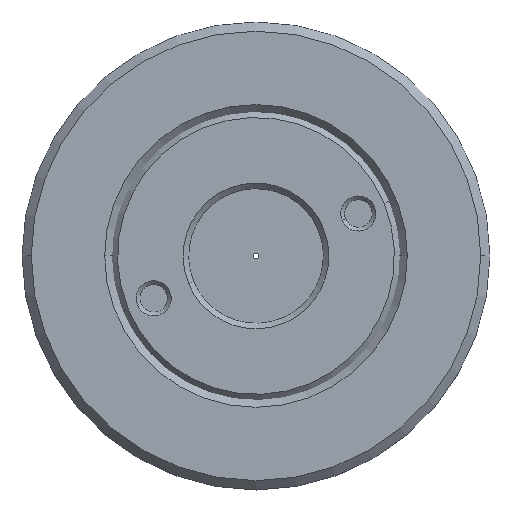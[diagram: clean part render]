
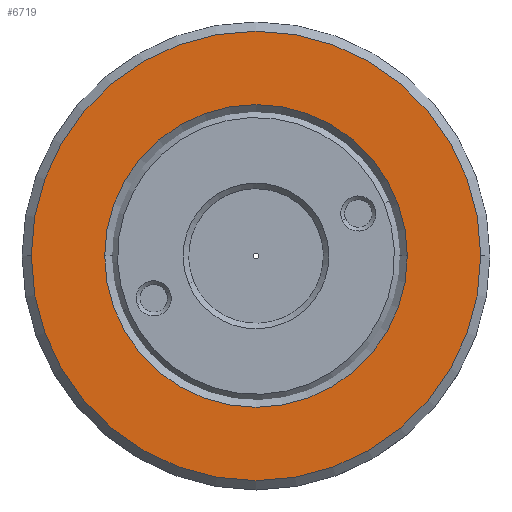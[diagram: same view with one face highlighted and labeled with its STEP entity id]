
A CAD part, top view. The second image highlights one B-rep face of the part: STEP entity #6719.
In plain terms, the highlighted planar face has unit normal (0, 0, 1).
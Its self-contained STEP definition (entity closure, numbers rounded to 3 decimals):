
#128 = AXIS2_PLACEMENT_3D ( 'NONE', #4627, #12765, #132 ) ;
#132 = DIRECTION ( 'NONE',  ( -1., 0., 0. ) ) ;
#467 = CIRCLE ( 'NONE', #11139, 8.2 ) ;
#469 = DIRECTION ( 'NONE',  ( 0., 0., 1. ) ) ;
#886 = VERTEX_POINT ( 'NONE', #18099 ) ;
#2244 = EDGE_CURVE ( 'NONE', #13356, #886, #15002, .T. ) ;
#2314 = ORIENTED_EDGE ( 'NONE', *, *, #17178, .F. ) ;
#2476 = EDGE_CURVE ( 'NONE', #12607, #19304, #5390, .T. ) ;
#3019 = DIRECTION ( 'NONE',  ( 1., 0., 0. ) ) ;
#3845 = DIRECTION ( 'NONE',  ( 0., 0., -1. ) ) ;
#4627 = CARTESIAN_POINT ( 'NONE',  ( -41.631, 2.284, 2.075 ) ) ;
#4659 = ORIENTED_EDGE ( 'NONE', *, *, #2244, .F. ) ;
#4691 = CARTESIAN_POINT ( 'NONE',  ( -41.631, 2.284, 2.075 ) ) ;
#4802 = DIRECTION ( 'NONE',  ( -1., 0., 0. ) ) ;
#5390 = CIRCLE ( 'NONE', #11725, 8.2 ) ;
#5487 = DIRECTION ( 'NONE',  ( 1., 0., 0. ) ) ;
#6267 = DIRECTION ( 'NONE',  ( 0., 0., -1. ) ) ;
#6719 = ADVANCED_FACE ( 'NONE', ( #8614, #13107 ), #9976, .T. ) ;
#7109 = EDGE_CURVE ( 'NONE', #19304, #12607, #467, .T. ) ;
#7154 = CARTESIAN_POINT ( 'NONE',  ( -41.631, 2.284, 2.075 ) ) ;
#7910 = DIRECTION ( 'NONE',  ( 1., 0., 0. ) ) ;
#8614 = FACE_BOUND ( 'NONE', #15508, .T. ) ;
#9905 = AXIS2_PLACEMENT_3D ( 'NONE', #7154, #469, #5487 ) ;
#9976 = PLANE ( 'NONE',  #9905 ) ;
#10021 = CARTESIAN_POINT ( 'NONE',  ( -49.831, 2.284, 2.075 ) ) ;
#10150 = ORIENTED_EDGE ( 'NONE', *, *, #7109, .T. ) ;
#11139 = AXIS2_PLACEMENT_3D ( 'NONE', #4691, #18686, #3019 ) ;
#11725 = AXIS2_PLACEMENT_3D ( 'NONE', #11775, #3845, #7910 ) ;
#11775 = CARTESIAN_POINT ( 'NONE',  ( -41.631, 2.284, 2.075 ) ) ;
#12145 = CARTESIAN_POINT ( 'NONE',  ( -29.456, 2.284, 2.075 ) ) ;
#12607 = VERTEX_POINT ( 'NONE', #19423 ) ;
#12765 = DIRECTION ( 'NONE',  ( 0., 0., -1. ) ) ;
#13107 = FACE_OUTER_BOUND ( 'NONE', #15537, .T. ) ;
#13356 = VERTEX_POINT ( 'NONE', #12145 ) ;
#14186 = CARTESIAN_POINT ( 'NONE',  ( -41.631, 2.284, 2.075 ) ) ;
#15002 = CIRCLE ( 'NONE', #16671, 12.175 ) ;
#15508 = EDGE_LOOP ( 'NONE', ( #18888, #10150 ) ) ;
#15537 = EDGE_LOOP ( 'NONE', ( #2314, #4659 ) ) ;
#16671 = AXIS2_PLACEMENT_3D ( 'NONE', #14186, #6267, #4802 ) ;
#17178 = EDGE_CURVE ( 'NONE', #886, #13356, #19455, .T. ) ;
#18099 = CARTESIAN_POINT ( 'NONE',  ( -53.806, 2.284, 2.075 ) ) ;
#18686 = DIRECTION ( 'NONE',  ( 0., 0., -1. ) ) ;
#18888 = ORIENTED_EDGE ( 'NONE', *, *, #2476, .T. ) ;
#19304 = VERTEX_POINT ( 'NONE', #10021 ) ;
#19423 = CARTESIAN_POINT ( 'NONE',  ( -33.431, 2.284, 2.075 ) ) ;
#19455 = CIRCLE ( 'NONE', #128, 12.175 ) ;
